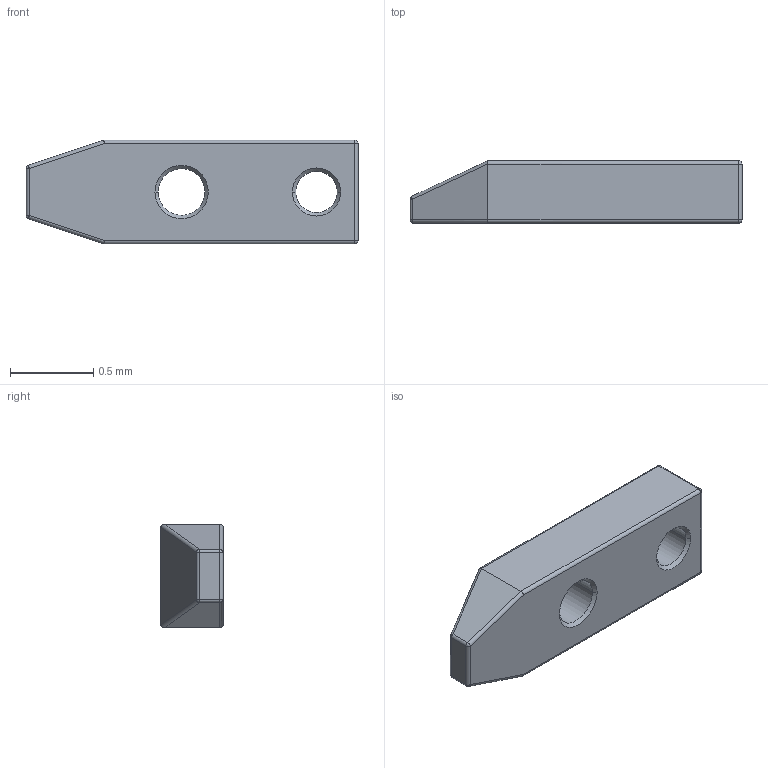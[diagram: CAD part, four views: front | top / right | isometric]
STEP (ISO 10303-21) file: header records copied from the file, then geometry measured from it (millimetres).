
FILE_DESCRIPTION(('produced by SPATIAL CORP'),'2;1');
FILE_NAME( 'TNoseClampStrap3.hh.sat.stp','2002-04-19T11:15:55+00:00',('SPATIAL CORP' ),('SPATIAL CORP'),'ACIS STEP Husk','http://www.spatial.com', 'SPATIAL CORP');
FILE_SCHEMA(('CONFIG_CONTROL_DESIGN'));
Length unit declared in the file: millimetre
Products named in the file (1): PRODUCT_ID_1
Bounding box: 2 x 0.38 x 0.62 mm (x, y, z)
Volume: 0.4 mm3; surface area: 4.3 mm2
Topology: 1 solids, 1 shells, 45 faces, 95 edges, 52 vertices
Faces by surface type: cylinder 20, plane 9, bspline 8, cone 8
Entity records: 1544 total; most frequent: CARTESIAN_POINT 552, ORIENTED_EDGE 190, DIRECTION 185, EDGE_CURVE 95, AXIS2_PLACEMENT_3D 69, VERTEX_POINT 52, EDGE_LOOP 49, FACE_BOUND 49
